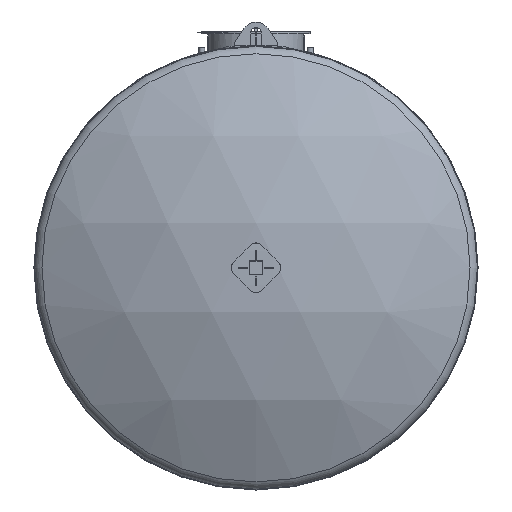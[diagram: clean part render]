
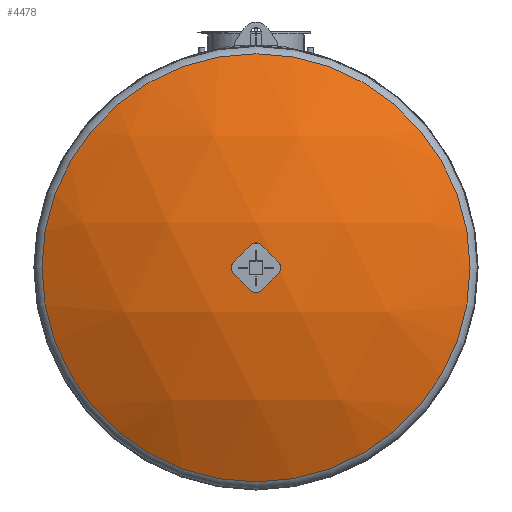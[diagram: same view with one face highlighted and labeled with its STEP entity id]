
A CAD part, left-side view. The second image highlights one B-rep face of the part: STEP entity #4478.
In plain terms, the highlighted spherical face has radius 2915 mm.
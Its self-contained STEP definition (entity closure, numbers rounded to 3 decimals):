
#33=SPHERICAL_SURFACE('',#4934,2915.);
#1179=FACE_OUTER_BOUND('',#1428,.T.);
#1428=EDGE_LOOP('',(#3356));
#1653=CIRCLE('',#4932,1402.06);
#1950=VERTEX_POINT('',#7334);
#2519=EDGE_CURVE('',#1950,#1950,#1653,.T.);
#3356=ORIENTED_EDGE('',*,*,#2519,.T.);
#4478=ADVANCED_FACE('',(#1179),#33,.T.);
#4932=AXIS2_PLACEMENT_3D('',#7335,#5729,#5730);
#4934=AXIS2_PLACEMENT_3D('',#7337,#5733,#5734);
#5729=DIRECTION('center_axis',(-1.,0.,0.));
#5730=DIRECTION('ref_axis',(0.,-1.,0.));
#5733=DIRECTION('center_axis',(0.,0.,1.));
#5734=DIRECTION('ref_axis',(0.,-1.,0.));
#7334=CARTESIAN_POINT('',(-127.927,0.,1402.06));
#7335=CARTESIAN_POINT('Origin',(-127.927,0.,
0.));
#7337=CARTESIAN_POINT('Origin',(2427.744,0.,
0.));
